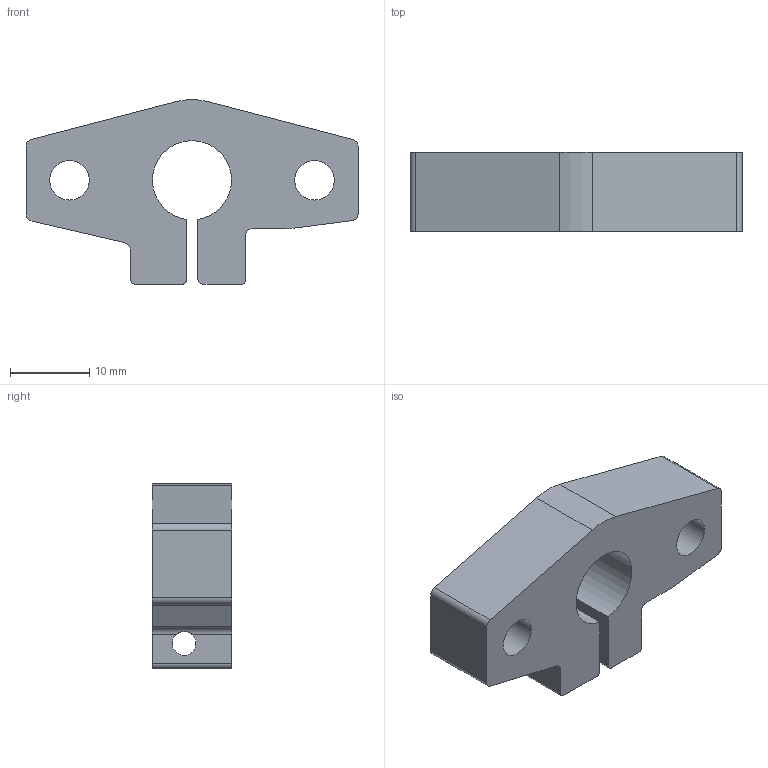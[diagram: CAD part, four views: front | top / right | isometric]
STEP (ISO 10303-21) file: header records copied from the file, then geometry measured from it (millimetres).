
FILE_DESCRIPTION((''),'2;1');
FILE_NAME('STANGENBEFESTIGUNG_ETSHF10','2013-08-30T',('malandgraf'),(''),'PRO/ENGINEER BY PARAMETRIC TECHNOLOGY CORPORATION, 2012360','PRO/ENGINEER BY PARAMETRIC TECHNOLOGY CORPORATION, 2012360','');
FILE_SCHEMA(('CONFIG_CONTROL_DESIGN'));
Length unit declared in the file: millimetre
Products named in the file (1): STANGENBEFESTIGUNG_ETSHF10
Bounding box: 42 x 10 x 23.32 mm (x, y, z)
Volume: 5448.6 mm3; surface area: 3118.5 mm2
Topology: 1 solids, 1 shells, 36 faces, 134 edges, 102 vertices
Faces by surface type: cylinder 21, plane 15
Entity records: 1468 total; most frequent: DIRECTION 263, CARTESIAN_POINT 251, ORIENTED_EDGE 210, EDGE_CURVE 105, AXIS2_PLACEMENT_3D 93, VECTOR 77, LINE 77, VERTEX_POINT 70
